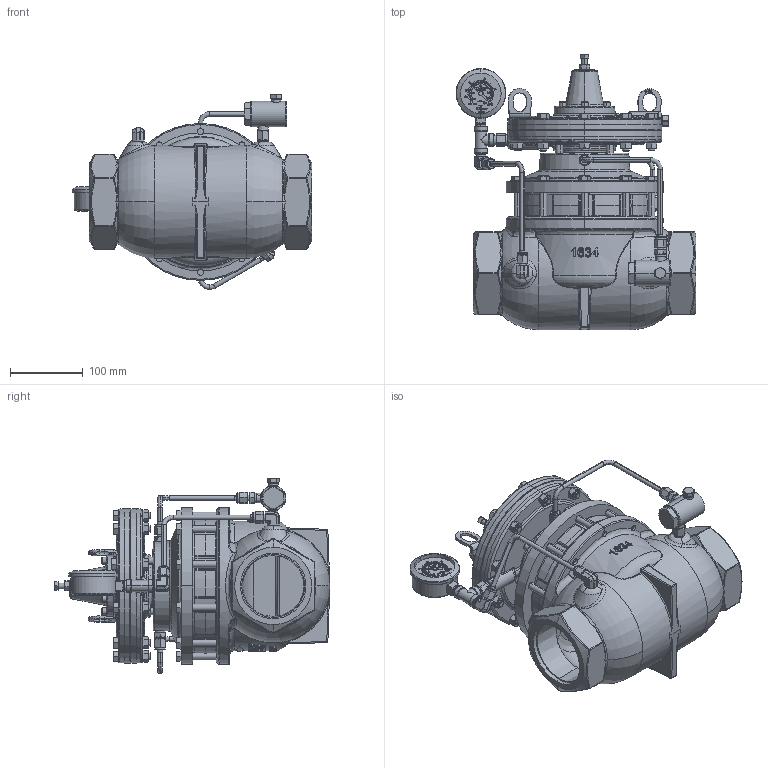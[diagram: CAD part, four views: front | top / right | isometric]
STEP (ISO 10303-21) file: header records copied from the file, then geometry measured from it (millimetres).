
FILE_DESCRIPTION (( 'STEP AP214' ), '1' );
FILE_NAME ('RLR3SADF2S-AOVD20.STEP', '2022-01-17T15:53:52', ( '' ), ( '' ), 'SwSTEP 2.0', 'SolidWorks 2019', '' );
FILE_SCHEMA (( 'AUTOMOTIVE_DESIGN' ));
Length unit declared in the file: inch
Products named in the file (1): RLR3SADF2S-AOVD20
Bounding box: 329.96 x 379.08 x 268.51 mm (x, y, z)
Volume: 7398484.6 mm3; surface area: 573826 mm2
Topology: 1 solids, 1 shells, 5472 faces, 14255 edges, 8924 vertices
Faces by surface type: plane 2184, bspline 1765, cylinder 578, cone 565, torus 253, sphere 127
Entity records: 269288 total; most frequent: CARTESIAN_POINT 94554, ORIENTED_EDGE 28230, DIRECTION 19666, EDGE_CURVE 14115, VERTEX_POINT 8924, LINE 6772, VECTOR 6772, AXIS2_PLACEMENT_3D 6447
